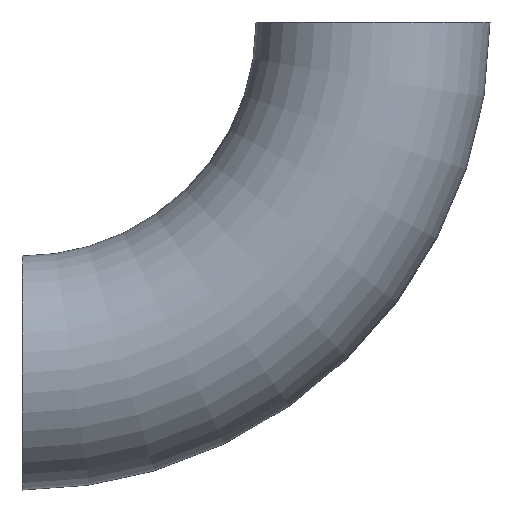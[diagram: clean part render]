
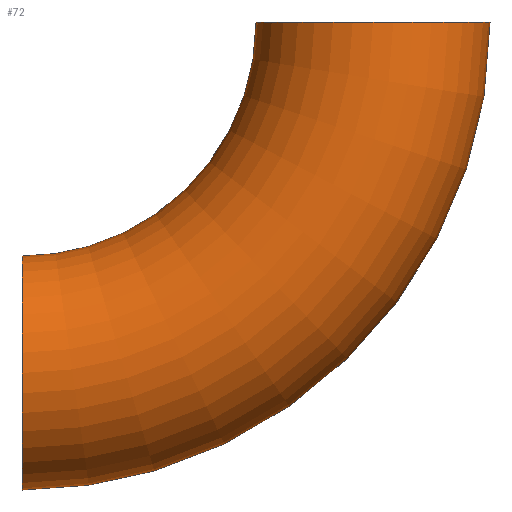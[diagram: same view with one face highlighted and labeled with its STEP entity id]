
A CAD part, front view. The second image highlights one B-rep face of the part: STEP entity #72.
In plain terms, the highlighted toroidal (fillet/blend) face has major radius 762 mm and minor radius 254 mm.
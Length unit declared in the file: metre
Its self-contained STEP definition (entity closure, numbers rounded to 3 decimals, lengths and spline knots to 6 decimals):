
#4 = CARTESIAN_POINT('NONE', (1.016, 0, -0));
#5 = VERTEX_POINT('NONE', #4);
#6 = CARTESIAN_POINT('NONE', (0., 0, -1.016));
#7 = VERTEX_POINT('NONE', #6);
#17 = DIRECTION('NONE', (0, 0, -1));
#18 = DIRECTION('NONE', (1, 0, 0));
#19 = CARTESIAN_POINT('NONE', (0, 0, -0.762));
#20 = AXIS2_PLACEMENT_3D('NONE', #19, #18, #17);
#21 = CIRCLE('NONE', #20, 0.254);
#22 = DIRECTION('NONE', (1, 0, -0));
#23 = DIRECTION('NONE', (0, 0, -1));
#24 = CARTESIAN_POINT('NONE', (0.762, 0, -0));
#25 = AXIS2_PLACEMENT_3D('NONE', #24, #23, #22);
#26 = CIRCLE('NONE', #25, 0.254);
#43 = EDGE_CURVE('NONE', #7, #7, #21, .T.);
#44 = EDGE_CURVE('NONE', #5, #5, #26, .T.);
#48 = CARTESIAN_POINT('NONE', (0, 0, -0));
#49 = DIRECTION('NONE', (0, 1, 0));
#50 = DIRECTION('NONE', (1, 0, -0));
#51 = AXIS2_PLACEMENT_3D('NONE', #48, #49, #50);
#52 = TOROIDAL_SURFACE('NONE', #51, 0.762, 0.254);
#66 = ORIENTED_EDGE('NONE', *, *, #43, .T.);
#67 = ORIENTED_EDGE('NONE', *, *, #44, .T.);
#68 = EDGE_LOOP('NONE', (#66));
#69 = FACE_BOUND('NONE', #68, .T.);
#70 = EDGE_LOOP('NONE', (#67));
#71 = FACE_BOUND('NONE', #70, .T.);
#72 = ADVANCED_FACE('NONE', (#69, #71), #52, .T.);
